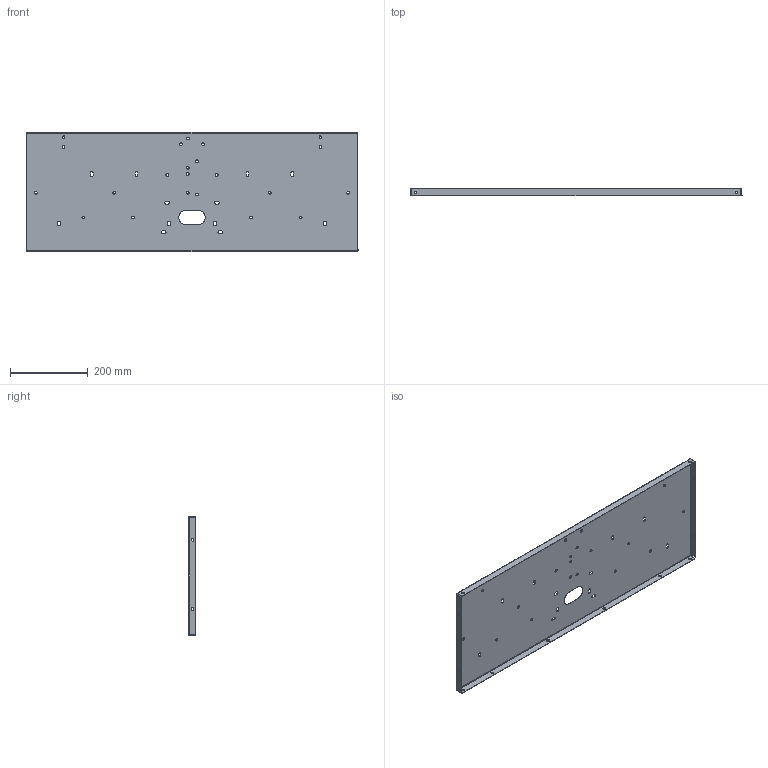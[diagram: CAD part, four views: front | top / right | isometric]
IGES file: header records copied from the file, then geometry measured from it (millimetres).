
Start section: SolidWorks IGES file using analytic representation for surfaces
Global section: file name: 98HD1000974_AdLIGO_AOS_SLC ARM Cavity Baffle Top Skin.IGS; native system: SolidWorks 2010; preprocessor: SolidWorks 2010; author: tnguyen; date: 110919.094648; units: inch
Bounding box: 853.59 x 19 x 306.73 mm (x, y, z)
Surface area: 598015.4 mm2 (no closed solid volume)
Topology: 0 solids, 0 shells, 174 faces, 2796 edges, 2796 vertices
Faces by surface type: revolution 118, bspline 56
